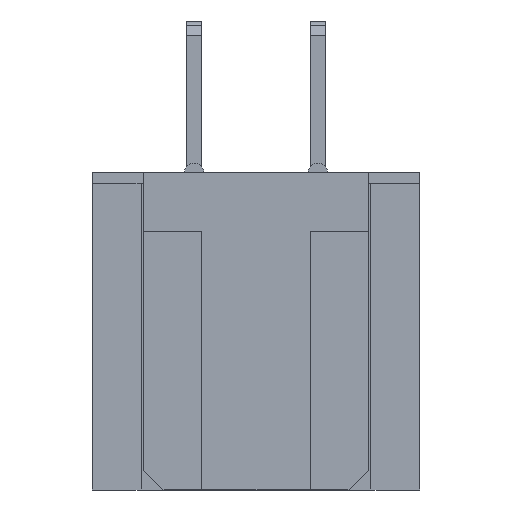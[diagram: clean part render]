
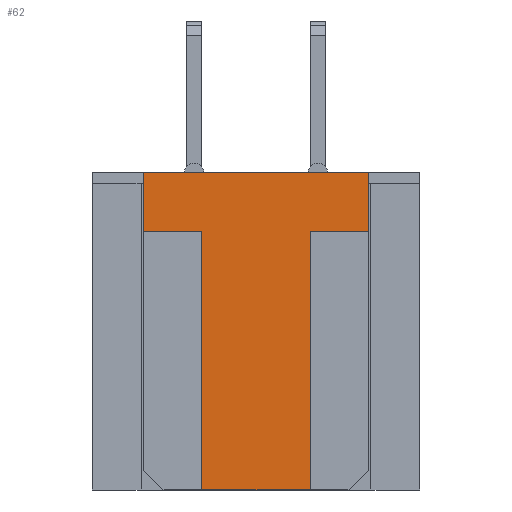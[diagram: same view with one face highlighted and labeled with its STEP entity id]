
A CAD part, left-side view. The second image highlights one B-rep face of the part: STEP entity #62.
In plain terms, the highlighted planar face has unit normal (-1, 0, 0).
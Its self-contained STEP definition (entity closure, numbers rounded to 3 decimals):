
#62=ADVANCED_FACE('',(#837),#838,.T.);
#837=FACE_OUTER_BOUND('',#2415,.T.);
#838=PLANE('',#2416);
#2415=EDGE_LOOP('',(#4213,#4214,#4215,#4216,#4217,#4218,#4219,#4220));
#2416=AXIS2_PLACEMENT_3D('',#4221,#4222,#4223);
#4213=ORIENTED_EDGE('',*,*,#10071,.T.);
#4214=ORIENTED_EDGE('',*,*,#10100,.T.);
#4215=ORIENTED_EDGE('',*,*,#10093,.T.);
#4216=ORIENTED_EDGE('',*,*,#10101,.F.);
#4217=ORIENTED_EDGE('',*,*,#9897,.F.);
#4218=ORIENTED_EDGE('',*,*,#10099,.T.);
#4219=ORIENTED_EDGE('',*,*,#10091,.T.);
#4220=ORIENTED_EDGE('',*,*,#10102,.F.);
#4221=CARTESIAN_POINT('',(-12.05,1.11,-0.2));
#4222=DIRECTION('',(-1.0,0.0,0.0));
#4223=DIRECTION('',(0.0,0.0,1.0));
#9897=EDGE_CURVE('',#11800,#11802,#11803,.T.);
#10071=EDGE_CURVE('',#12143,#12141,#12144,.T.);
#10091=EDGE_CURVE('',#12179,#12177,#12180,.T.);
#10093=EDGE_CURVE('',#12182,#12183,#12184,.T.);
#10099=EDGE_CURVE('',#11800,#12179,#12191,.T.);
#10100=EDGE_CURVE('',#12141,#12182,#12192,.T.);
#10101=EDGE_CURVE('',#11802,#12183,#12193,.T.);
#10102=EDGE_CURVE('',#12143,#12177,#12194,.T.);
#11800=VERTEX_POINT('',#14943);
#11802=VERTEX_POINT('',#14946);
#11803=LINE('',#14947,#14948);
#12141=VERTEX_POINT('',#15458);
#12143=VERTEX_POINT('',#15461);
#12144=LINE('',#15462,#15463);
#12177=VERTEX_POINT('',#15514);
#12179=VERTEX_POINT('',#15517);
#12180=LINE('',#15518,#15519);
#12182=VERTEX_POINT('',#15522);
#12183=VERTEX_POINT('',#15523);
#12184=LINE('',#15524,#15525);
#12191=LINE('',#15537,#15538);
#12192=LINE('',#15539,#15540);
#12193=LINE('',#15541,#15542);
#12194=LINE('',#15543,#15544);
#14943=CARTESIAN_POINT('',(-12.05,2.31,-0.2));
#14946=CARTESIAN_POINT('',(-12.05,-2.31,-0.2));
#14947=CARTESIAN_POINT('',(-12.05,2.31,-0.2));
#14948=VECTOR('',#20397,4.62);
#15458=CARTESIAN_POINT('',(-12.05,-1.11,-6.7));
#15461=CARTESIAN_POINT('',(-12.05,1.11,-6.7));
#15462=CARTESIAN_POINT('',(-12.05,1.11,-6.7));
#15463=VECTOR('',#20571,2.22);
#15514=CARTESIAN_POINT('',(-12.05,1.11,-1.4));
#15517=CARTESIAN_POINT('',(-12.05,2.31,-1.4));
#15518=CARTESIAN_POINT('',(-12.05,2.31,-1.4));
#15519=VECTOR('',#20591,1.2);
#15522=CARTESIAN_POINT('',(-12.05,-1.11,-1.4));
#15523=CARTESIAN_POINT('',(-12.05,-2.31,-1.4));
#15524=CARTESIAN_POINT('',(-12.05,-1.11,-1.4));
#15525=VECTOR('',#20593,1.2);
#15537=CARTESIAN_POINT('',(-12.05,2.31,-0.2));
#15538=VECTOR('',#20599,1.2);
#15539=CARTESIAN_POINT('',(-12.05,-1.11,-6.7));
#15540=VECTOR('',#20600,5.3);
#15541=CARTESIAN_POINT('',(-12.05,-2.31,-0.2));
#15542=VECTOR('',#20601,1.2);
#15543=CARTESIAN_POINT('',(-12.05,1.11,-6.7));
#15544=VECTOR('',#20602,5.3);
#20397=DIRECTION('',(0.0,-1.0,0.0));
#20571=DIRECTION('',(0.0,-1.0,0.0));
#20591=DIRECTION('',(0.0,-1.0,0.0));
#20593=DIRECTION('',(0.0,-1.0,0.0));
#20599=DIRECTION('',(0.0,0.0,-1.0));
#20600=DIRECTION('',(0.0,0.0,1.0));
#20601=DIRECTION('',(0.0,0.0,-1.0));
#20602=DIRECTION('',(0.0,0.0,1.0));
